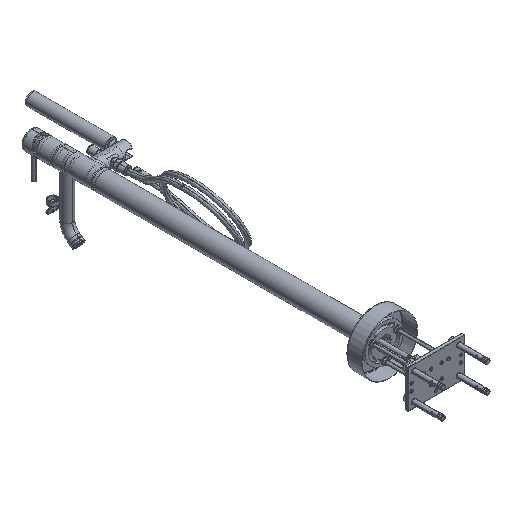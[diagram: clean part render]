
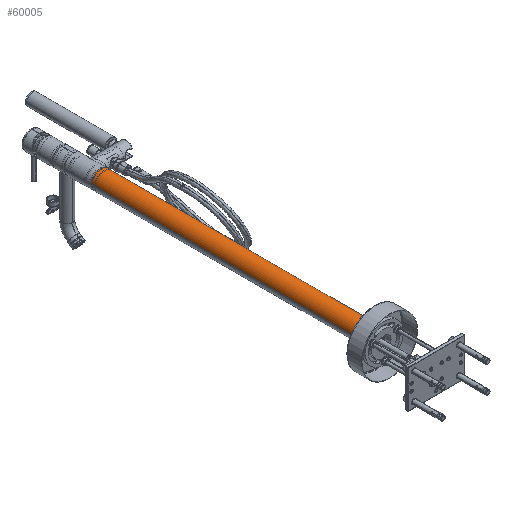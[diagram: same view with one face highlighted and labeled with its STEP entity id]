
A CAD part, isometric view. The second image highlights one B-rep face of the part: STEP entity #60005.
In plain terms, the highlighted cylindrical face has radius 24.5 mm (diameter 49 mm), a partial arc.
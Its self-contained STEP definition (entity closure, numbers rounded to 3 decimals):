
#59747=CARTESIAN_POINT('',(0.,0.,0.));
#59748=DIRECTION('',(0.,-1.,0.));
#59749=DIRECTION('',(1.,0.,0.));
#59750=AXIS2_PLACEMENT_3D('',#59747,#59748,#59749);
#59752=DIRECTION('',(0.,1.,0.));
#59753=VECTOR('',#59752,740.);
#59754=CARTESIAN_POINT('',(24.5,0.,0.));
#59755=LINE('',#59754,#59753);
#59756=DIRECTION('',(0.,1.,0.));
#59757=VECTOR('',#59756,740.);
#59758=CARTESIAN_POINT('',(-24.5,0.,0.));
#59759=LINE('',#59758,#59757);
#59770=CARTESIAN_POINT('',(0.,740.,0.));
#59771=DIRECTION('',(0.,-1.,0.));
#59772=DIRECTION('',(1.,0.,0.));
#59773=AXIS2_PLACEMENT_3D('',#59770,#59771,#59772);
#59817=CARTESIAN_POINT('',(24.5,0.,0.));
#59818=CARTESIAN_POINT('',(24.5,740.,0.));
#59819=VERTEX_POINT('',#59817);
#59820=VERTEX_POINT('',#59818);
#59821=CARTESIAN_POINT('',(-24.5,0.,0.));
#59822=CARTESIAN_POINT('',(-24.5,740.,0.));
#59823=VERTEX_POINT('',#59821);
#59824=VERTEX_POINT('',#59822);
#59991=CARTESIAN_POINT('',(0.,777.,0.));
#59992=DIRECTION('',(0.,-1.,0.));
#59993=DIRECTION('',(-1.,0.,0.));
#59994=AXIS2_PLACEMENT_3D('',#59991,#59992,#59993);
#59995=CYLINDRICAL_SURFACE('',#59994,24.5);
#59997=ORIENTED_EDGE('',*,*,#59996,.F.);
#59998=ORIENTED_EDGE('',*,*,#59979,.T.);
#60000=ORIENTED_EDGE('',*,*,#59999,.T.);
#60002=ORIENTED_EDGE('',*,*,#60001,.F.);
#60003=EDGE_LOOP('',(#59997,#59998,#60000,#60002));
#60004=FACE_OUTER_BOUND('',#60003,.F.);
#60005=ADVANCED_FACE('',(#60004),#59995,.T.);
#59751=CIRCLE('',#59750,24.5);
#59774=CIRCLE('',#59773,24.5);
#59979=EDGE_CURVE('',#59819,#59823,#59751,.T.);
#59996=EDGE_CURVE('',#59819,#59820,#59755,.T.);
#59999=EDGE_CURVE('',#59823,#59824,#59759,.T.);
#60001=EDGE_CURVE('',#59820,#59824,#59774,.T.);
